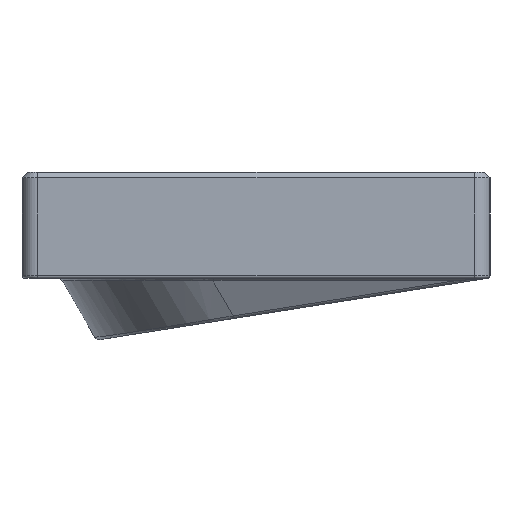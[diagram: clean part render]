
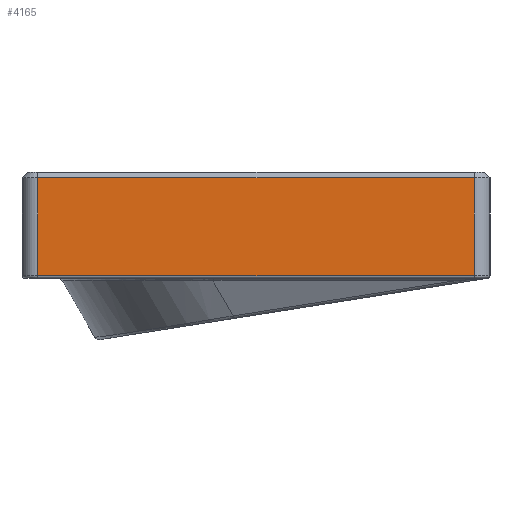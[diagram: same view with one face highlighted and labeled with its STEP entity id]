
A CAD part, left-side view. The second image highlights one B-rep face of the part: STEP entity #4165.
In plain terms, the highlighted planar face has unit normal (-1, 0, 0).
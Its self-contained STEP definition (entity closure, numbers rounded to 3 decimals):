
#178=PLANE('',#4411);
#459=LINE('',#10355,#775);
#467=LINE('',#10379,#783);
#468=LINE('',#10381,#784);
#469=LINE('',#10382,#785);
#775=VECTOR('',#5100,10.);
#783=VECTOR('',#5126,10.);
#784=VECTOR('',#5127,10.);
#785=VECTOR('',#5128,10.);
#1069=FACE_OUTER_BOUND('',#1329,.T.);
#1329=EDGE_LOOP('',(#3651,#3652,#3653,#3654));
#1993=VERTEX_POINT('',#10345);
#1995=VERTEX_POINT('',#10351);
#2003=VERTEX_POINT('',#10378);
#2004=VERTEX_POINT('',#10380);
#2560=EDGE_CURVE('',#1993,#1995,#459,.T.);
#2572=EDGE_CURVE('',#2003,#1993,#467,.T.);
#2573=EDGE_CURVE('',#2004,#2003,#468,.T.);
#2574=EDGE_CURVE('',#1995,#2004,#469,.T.);
#3651=ORIENTED_EDGE('',*,*,#2560,.F.);
#3652=ORIENTED_EDGE('',*,*,#2572,.F.);
#3653=ORIENTED_EDGE('',*,*,#2573,.F.);
#3654=ORIENTED_EDGE('',*,*,#2574,.F.);
#4165=ADVANCED_FACE('',(#1069),#178,.T.);
#4411=AXIS2_PLACEMENT_3D('',#10377,#5124,#5125);
#5100=DIRECTION('',(0.,-1.,0.));
#5124=DIRECTION('center_axis',(-1.,0.,0.));
#5125=DIRECTION('ref_axis',(0.,-1.,0.));
#5126=DIRECTION('',(0.,0.,1.));
#5127=DIRECTION('',(0.,1.,0.));
#5128=DIRECTION('',(0.,0.,-1.));
#10345=CARTESIAN_POINT('',(48.,-46.13,8.1));
#10351=CARTESIAN_POINT('',(48.,-128.48,8.1));
#10355=CARTESIAN_POINT('',(48.,-65.218,8.1));
#10377=CARTESIAN_POINT('Origin',(48.,-43.13,1.6));
#10378=CARTESIAN_POINT('',(48.,-46.13,-10.4));
#10379=CARTESIAN_POINT('',(48.,-46.13,1.6));
#10380=CARTESIAN_POINT('',(48.,-128.48,-10.4));
#10381=CARTESIAN_POINT('',(48.,-65.218,-10.4));
#10382=CARTESIAN_POINT('',(48.,-128.48,1.6));
